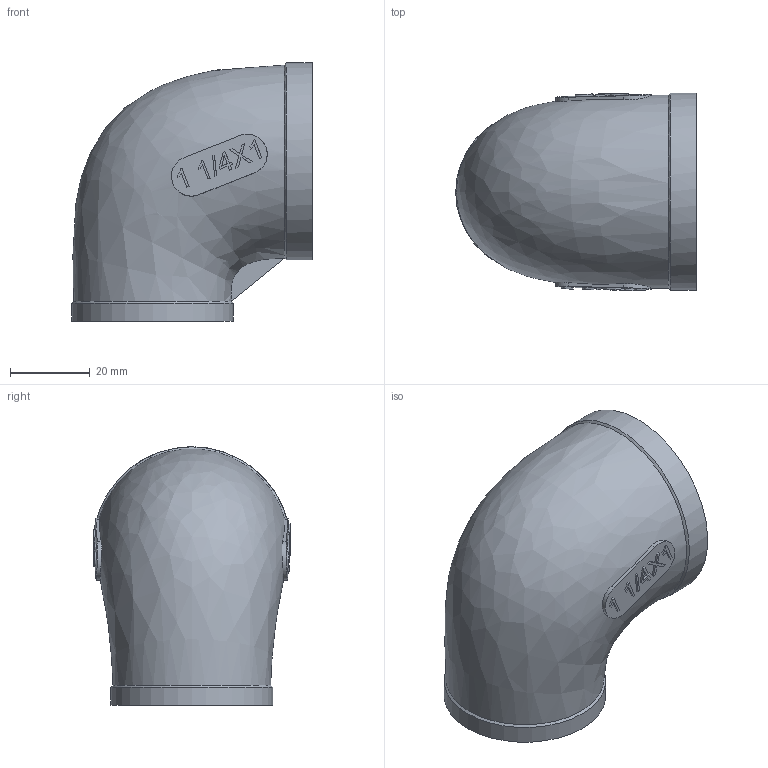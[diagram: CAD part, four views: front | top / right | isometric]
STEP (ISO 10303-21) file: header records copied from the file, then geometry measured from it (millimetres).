
FILE_DESCRIPTION(/* description */ ('Unknown'),/* implementation_level */ '2;1');
FILE_NAME(/* name */ 'R304-1-1_4x1',/* time_stamp */ '2021-10-06T08:37:04+08:00',/* author */ ('Unknown'),/* organization */ ('Unknown'),/* preprocessor_version */ 'ST-DEVELOPER v16.7',/* originating_system */ 'DEX',/* authorisation */ $);
FILE_SCHEMA (('AUTOMOTIVE_DESIGN {1 0 10303 214 3 1 1}'));
Length unit declared in the file: millimetre
Products named in the file (1): R304-1-1_4x1
Bounding box: 60.26 x 49.57 x 64.74 mm (x, y, z)
Volume: 44046.8 mm3; surface area: 21063.4 mm2
Topology: 1 solids, 1 shells, 137 faces, 370 edges, 246 vertices
Faces by surface type: plane 83, bspline 48, cylinder 4, cone 2
Full cylindrical faces by diameter (mm): 40.52 x1, 49.48 x1
Entity records: 11417 total; most frequent: CARTESIAN_POINT 8560, ORIENTED_EDGE 652, DIRECTION 420, EDGE_CURVE 326, VERTEX_POINT 219, LINE 216, VECTOR 216, EDGE_LOOP 153
